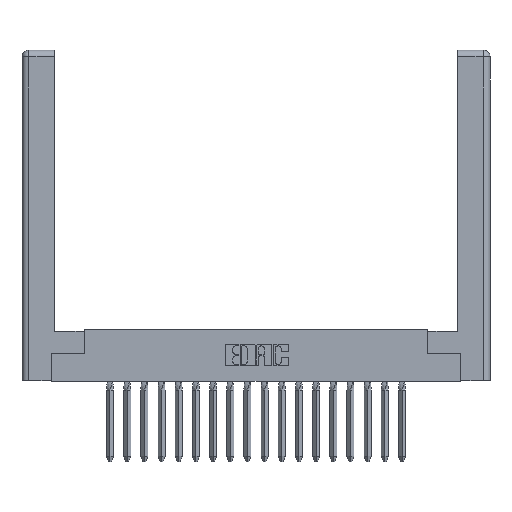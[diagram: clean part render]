
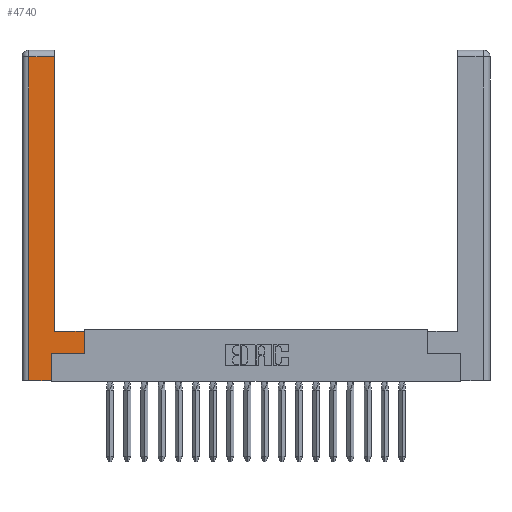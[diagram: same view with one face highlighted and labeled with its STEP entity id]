
A CAD part, top view. The second image highlights one B-rep face of the part: STEP entity #4740.
In plain terms, the highlighted planar face has unit normal (0, 0, 1).
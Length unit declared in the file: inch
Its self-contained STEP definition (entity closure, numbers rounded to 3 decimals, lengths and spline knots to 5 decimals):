
#117 = CARTESIAN_POINT ( 'NONE',  ( 0.265, 0.245, 0. ) ) ;
#421 = EDGE_CURVE ( 'NONE', #28017, #32751, #15466, .T. ) ;
#1103 = VECTOR ( 'NONE', #19280, 39.37008 ) ;
#2561 = CARTESIAN_POINT ( 'NONE',  ( 0.295, 3., 0. ) ) ;
#2786 = CARTESIAN_POINT ( 'NONE',  ( 0.0615, 0., 0. ) ) ;
#3443 = CARTESIAN_POINT ( 'NONE',  ( 0.265, 0., 0. ) ) ;
#4740 = ADVANCED_FACE ( 'NONE', ( #18527 ), #6880, .F. ) ;
#5488 = EDGE_LOOP ( 'NONE', ( #31419, #27839, #27164, #37793, #37974, #19638, #23014, #9267 ) ) ;
#5570 = EDGE_CURVE ( 'NONE', #23134, #17200, #20000, .T. ) ;
#5853 = CARTESIAN_POINT ( 'NONE',  ( 0.265, 0., 0. ) ) ;
#6880 = PLANE ( 'NONE',  #18454 ) ;
#7915 = EDGE_CURVE ( 'NONE', #19554, #23134, #21694, .T. ) ;
#8203 = LINE ( 'NONE', #33925, #23736 ) ;
#8999 = DIRECTION ( 'NONE',  ( 0., -1., 0. ) ) ;
#9033 = DIRECTION ( 'NONE',  ( 0., 1., 0. ) ) ;
#9267 = ORIENTED_EDGE ( 'NONE', *, *, #34255, .T. ) ;
#9731 = CARTESIAN_POINT ( 'NONE',  ( 0., 0., 0. ) ) ;
#12175 = CARTESIAN_POINT ( 'NONE',  ( 0.565, 0.45, 0. ) ) ;
#12406 = VECTOR ( 'NONE', #37523, 39.37008 ) ;
#12516 = CARTESIAN_POINT ( 'NONE',  ( 0.295, 0.45, 0. ) ) ;
#13064 = EDGE_CURVE ( 'NONE', #23942, #19554, #22904, .T. ) ;
#15466 = LINE ( 'NONE', #2561, #23752 ) ;
#15648 = EDGE_CURVE ( 'NONE', #32751, #20740, #8203, .T. ) ;
#17200 = VERTEX_POINT ( 'NONE', #22366 ) ;
#18454 = AXIS2_PLACEMENT_3D ( 'NONE', #9731, #34597, #25063 ) ;
#18527 = FACE_OUTER_BOUND ( 'NONE', #5488, .T. ) ;
#19184 = VERTEX_POINT ( 'NONE', #24611 ) ;
#19280 = DIRECTION ( 'NONE',  ( 1., 0., 0. ) ) ;
#19466 = CARTESIAN_POINT ( 'NONE',  ( 0.565, 0.245, 0. ) ) ;
#19554 = VERTEX_POINT ( 'NONE', #5853 ) ;
#19638 = ORIENTED_EDGE ( 'NONE', *, *, #5570, .T. ) ;
#20000 = LINE ( 'NONE', #19466, #20475 ) ;
#20416 = CARTESIAN_POINT ( 'NONE',  ( 0.0615, 0., 0. ) ) ;
#20417 = CARTESIAN_POINT ( 'NONE',  ( 0.265, 0.245, 0. ) ) ;
#20475 = VECTOR ( 'NONE', #25858, 39.37008 ) ;
#20740 = VERTEX_POINT ( 'NONE', #39461 ) ;
#21694 = LINE ( 'NONE', #117, #37810 ) ;
#22366 = CARTESIAN_POINT ( 'NONE',  ( 0.565, 0.245, 0. ) ) ;
#22904 = LINE ( 'NONE', #3443, #1103 ) ;
#23014 = ORIENTED_EDGE ( 'NONE', *, *, #25311, .T. ) ;
#23134 = VERTEX_POINT ( 'NONE', #20417 ) ;
#23736 = VECTOR ( 'NONE', #36789, 39.37008 ) ;
#23752 = VECTOR ( 'NONE', #40070, 39.37008 ) ;
#23942 = VERTEX_POINT ( 'NONE', #20416 ) ;
#24611 = CARTESIAN_POINT ( 'NONE',  ( 0.565, 0.45, 0. ) ) ;
#25063 = DIRECTION ( 'NONE',  ( -1., 0., 0. ) ) ;
#25311 = EDGE_CURVE ( 'NONE', #17200, #19184, #31509, .T. ) ;
#25316 = DIRECTION ( 'NONE',  ( 0., 1., 0. ) ) ;
#25778 = CARTESIAN_POINT ( 'NONE',  ( 0.295, 2.94, 0. ) ) ;
#25858 = DIRECTION ( 'NONE',  ( 1., 0., 0. ) ) ;
#27164 = ORIENTED_EDGE ( 'NONE', *, *, #38817, .T. ) ;
#27839 = ORIENTED_EDGE ( 'NONE', *, *, #15648, .T. ) ;
#28017 = VERTEX_POINT ( 'NONE', #32597 ) ;
#28253 = LINE ( 'NONE', #2786, #30201 ) ;
#28919 = LINE ( 'NONE', #12516, #12406 ) ;
#30201 = VECTOR ( 'NONE', #8999, 39.37008 ) ;
#31419 = ORIENTED_EDGE ( 'NONE', *, *, #421, .T. ) ;
#31509 = LINE ( 'NONE', #12175, #34435 ) ;
#32597 = CARTESIAN_POINT ( 'NONE',  ( 0.295, 0.45, 0. ) ) ;
#32751 = VERTEX_POINT ( 'NONE', #25778 ) ;
#33925 = CARTESIAN_POINT ( 'NONE',  ( 0.0615, 2.94, 0. ) ) ;
#34255 = EDGE_CURVE ( 'NONE', #19184, #28017, #28919, .T. ) ;
#34435 = VECTOR ( 'NONE', #9033, 39.37008 ) ;
#34597 = DIRECTION ( 'NONE',  ( 0., 0., -1. ) ) ;
#36789 = DIRECTION ( 'NONE',  ( -1., 0., 0. ) ) ;
#37523 = DIRECTION ( 'NONE',  ( -1., 0., 0. ) ) ;
#37793 = ORIENTED_EDGE ( 'NONE', *, *, #13064, .T. ) ;
#37810 = VECTOR ( 'NONE', #25316, 39.37008 ) ;
#37974 = ORIENTED_EDGE ( 'NONE', *, *, #7915, .T. ) ;
#38817 = EDGE_CURVE ( 'NONE', #20740, #23942, #28253, .T. ) ;
#39461 = CARTESIAN_POINT ( 'NONE',  ( 0.0615, 2.94, 0. ) ) ;
#40070 = DIRECTION ( 'NONE',  ( 0., 1., 0. ) ) ;
